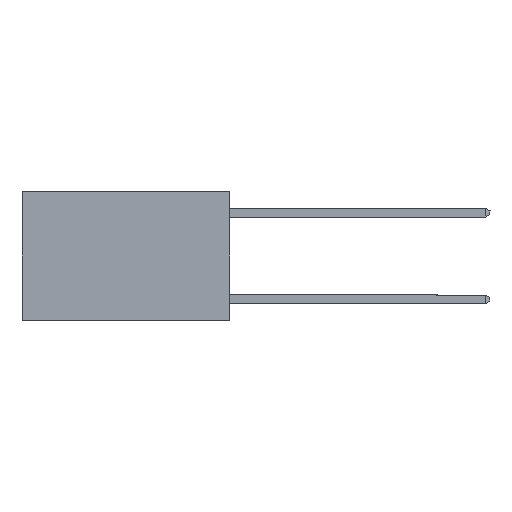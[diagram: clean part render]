
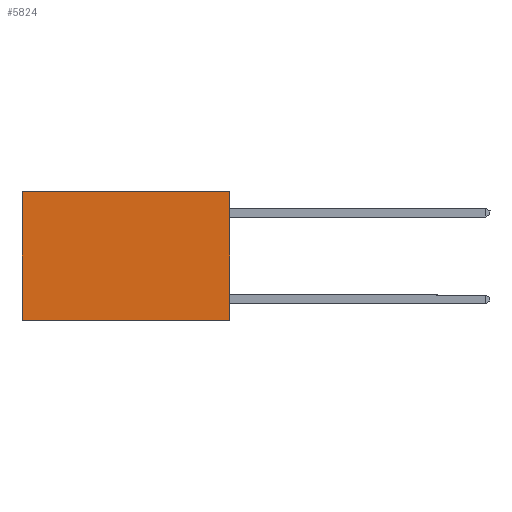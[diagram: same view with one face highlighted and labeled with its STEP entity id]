
A CAD part, left-side view. The second image highlights one B-rep face of the part: STEP entity #5824.
In plain terms, the highlighted planar face has unit normal (-1, 0, 0).
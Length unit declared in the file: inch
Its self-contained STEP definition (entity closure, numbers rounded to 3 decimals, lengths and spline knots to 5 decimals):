
#208 = LINE ( 'NONE', #13162, #5754 ) ;
#285 = VERTEX_POINT ( 'NONE', #8159 ) ;
#577 = CARTESIAN_POINT ( 'NONE',  ( 0.2625, 0., -0.37 ) ) ;
#1949 = FACE_OUTER_BOUND ( 'NONE', #8980, .T. ) ;
#2099 = LINE ( 'NONE', #13346, #7618 ) ;
#2171 = PLANE ( 'NONE',  #5309 ) ;
#3015 = VERTEX_POINT ( 'NONE', #10639 ) ;
#3299 = CARTESIAN_POINT ( 'NONE',  ( 0.2625, 0., 0. ) ) ;
#4244 = CARTESIAN_POINT ( 'NONE',  ( 0.2625, 0.6, 0. ) ) ;
#4410 = DIRECTION ( 'NONE',  ( 1., 0., 0. ) ) ;
#4416 = DIRECTION ( 'NONE',  ( 0., 1., 0. ) ) ;
#5309 = AXIS2_PLACEMENT_3D ( 'NONE', #3299, #4410, #12073 ) ;
#5704 = DIRECTION ( 'NONE',  ( 0., 0., -1. ) ) ;
#5754 = VECTOR ( 'NONE', #4416, 39.37008 ) ;
#5824 = ADVANCED_FACE ( 'NONE', ( #1949 ), #2171, .F. ) ;
#6442 = ORIENTED_EDGE ( 'NONE', *, *, #7652, .F. ) ;
#6533 = CARTESIAN_POINT ( 'NONE',  ( 0.2625, 0., -0.37 ) ) ;
#6921 = LINE ( 'NONE', #6533, #12727 ) ;
#6959 = ORIENTED_EDGE ( 'NONE', *, *, #7474, .F. ) ;
#7034 = VECTOR ( 'NONE', #14084, 39.37008 ) ;
#7474 = EDGE_CURVE ( 'NONE', #11913, #13639, #6921, .T. ) ;
#7618 = VECTOR ( 'NONE', #5704, 39.37008 ) ;
#7652 = EDGE_CURVE ( 'NONE', #285, #11913, #2099, .T. ) ;
#8159 = CARTESIAN_POINT ( 'NONE',  ( 0.2625, 0., 0. ) ) ;
#8271 = ORIENTED_EDGE ( 'NONE', *, *, #10818, .T. ) ;
#8980 = EDGE_LOOP ( 'NONE', ( #8271, #6959, #6442, #9335 ) ) ;
#9335 = ORIENTED_EDGE ( 'NONE', *, *, #13410, .T. ) ;
#9943 = LINE ( 'NONE', #4244, #7034 ) ;
#10639 = CARTESIAN_POINT ( 'NONE',  ( 0.2625, 0.6, 0. ) ) ;
#10818 = EDGE_CURVE ( 'NONE', #3015, #13639, #9943, .T. ) ;
#11789 = DIRECTION ( 'NONE',  ( 0., 1., 0. ) ) ;
#11913 = VERTEX_POINT ( 'NONE', #577 ) ;
#12073 = DIRECTION ( 'NONE',  ( 0., 0., -1. ) ) ;
#12727 = VECTOR ( 'NONE', #11789, 39.37008 ) ;
#13162 = CARTESIAN_POINT ( 'NONE',  ( 0.2625, 0., 0. ) ) ;
#13346 = CARTESIAN_POINT ( 'NONE',  ( 0.2625, 0., 0. ) ) ;
#13410 = EDGE_CURVE ( 'NONE', #285, #3015, #208, .T. ) ;
#13535 = CARTESIAN_POINT ( 'NONE',  ( 0.2625, 0.6, -0.37 ) ) ;
#13639 = VERTEX_POINT ( 'NONE', #13535 ) ;
#14084 = DIRECTION ( 'NONE',  ( 0., 0., -1. ) ) ;
